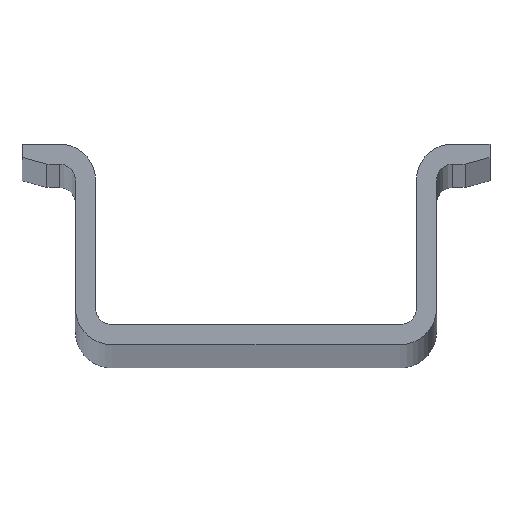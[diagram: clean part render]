
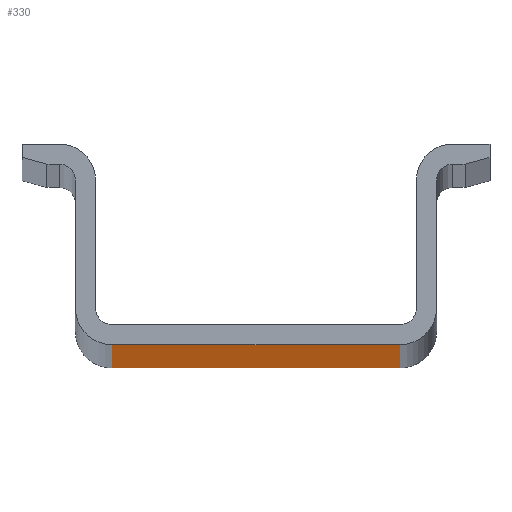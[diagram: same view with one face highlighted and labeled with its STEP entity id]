
A CAD part, top view. The second image highlights one B-rep face of the part: STEP entity #330.
In plain terms, the highlighted planar face has unit normal (0, -1, 0).
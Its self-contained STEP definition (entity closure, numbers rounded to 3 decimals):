
#48 = ORIENTED_EDGE ( 'NONE', *, *, #394, .T. ) ;
#64 = ORIENTED_EDGE ( 'NONE', *, *, #355, .T. ) ;
#69 = ORIENTED_EDGE ( 'NONE', *, *, #365, .F. ) ;
#72 = ORIENTED_EDGE ( 'NONE', *, *, #412, .F. ) ;
#91 = ORIENTED_EDGE ( 'NONE', *, *, #381, .T. ) ;
#105 = ORIENTED_EDGE ( 'NONE', *, *, #377, .T. ) ;
#106 = ORIENTED_EDGE ( 'NONE', *, *, #333, .T. ) ;
#108 = ORIENTED_EDGE ( 'NONE', *, *, #384, .T. ) ;
#158 = VERTEX_POINT ( 'NONE', #244 ) ;
#163 = CARTESIAN_POINT ( 'NONE',  ( 10.8, 0., 6.75 ) ) ;
#171 = VERTEX_POINT ( 'NONE', #163 ) ;
#184 = EDGE_LOOP ( 'NONE', ( #105, #64 ) ) ;
#195 = VERTEX_POINT ( 'NONE', #275 ) ;
#200 = EDGE_LOOP ( 'NONE', ( #91, #72, #69, #108 ) ) ;
#204 = EDGE_LOOP ( 'NONE', ( #48, #106 ) ) ;
#212 = VERTEX_POINT ( 'NONE', #223 ) ;
#223 = CARTESIAN_POINT ( 'NONE',  ( 10.8, 0., 986.75 ) ) ;
#228 = VERTEX_POINT ( 'NONE', #236 ) ;
#236 = CARTESIAN_POINT ( 'NONE',  ( 0., 0., 1000. ) ) ;
#244 = CARTESIAN_POINT ( 'NONE',  ( 10.8, 0., 13.25 ) ) ;
#266 = VERTEX_POINT ( 'NONE', #284 ) ;
#271 = VERTEX_POINT ( 'NONE', #280 ) ;
#272 = VERTEX_POINT ( 'NONE', #281 ) ;
#275 = CARTESIAN_POINT ( 'NONE',  ( 10.8, 0., 993.25 ) ) ;
#280 = CARTESIAN_POINT ( 'NONE',  ( 21.6, 0., 1000. ) ) ;
#281 = CARTESIAN_POINT ( 'NONE',  ( 0., 0., 0. ) ) ;
#284 = CARTESIAN_POINT ( 'NONE',  ( 21.6, 0., 0. ) ) ;
#330 = ADVANCED_FACE ( 'NONE', ( #470, #460, #468 ), #471, .F. ) ;
#333 = EDGE_CURVE ( 'NONE', #212, #195, #876, .T. ) ;
#355 = EDGE_CURVE ( 'NONE', #171, #158, #896, .T. ) ;
#365 = EDGE_CURVE ( 'NONE', #228, #271, #584, .T. ) ;
#377 = EDGE_CURVE ( 'NONE', #158, #171, #921, .T. ) ;
#381 = EDGE_CURVE ( 'NONE', #272, #266, #674, .T. ) ;
#384 = EDGE_CURVE ( 'NONE', #228, #272, #698, .T. ) ;
#394 = EDGE_CURVE ( 'NONE', #195, #212, #937, .T. ) ;
#412 = EDGE_CURVE ( 'NONE', #271, #266, #771, .T. ) ;
#454 = DIRECTION ( 'NONE',  ( 0., 0., 1. ) ) ;
#460 = FACE_BOUND ( 'NONE', #204, .T. ) ;
#468 = FACE_OUTER_BOUND ( 'NONE', #200, .T. ) ;
#470 = FACE_BOUND ( 'NONE', #184, .T. ) ;
#471 = PLANE ( 'NONE',  #873 ) ;
#475 = CARTESIAN_POINT ( 'NONE',  ( 10.495, 0., 1000. ) ) ;
#492 = DIRECTION ( 'NONE',  ( 0., 1., 0. ) ) ;
#503 = CARTESIAN_POINT ( 'NONE',  ( 10.8, 0., 990. ) ) ;
#511 = DIRECTION ( 'NONE',  ( 0., 1., 0. ) ) ;
#519 = DIRECTION ( 'NONE',  ( 0., 0., 1. ) ) ;
#584 = LINE ( 'NONE', #643, #904 ) ;
#592 = DIRECTION ( 'NONE',  ( 0., 0., 1. ) ) ;
#596 = CARTESIAN_POINT ( 'NONE',  ( 10.8, 0., 10. ) ) ;
#611 = DIRECTION ( 'NONE',  ( 0., 1., 0. ) ) ;
#638 = CARTESIAN_POINT ( 'NONE',  ( 10.8, 0., 10. ) ) ;
#643 = CARTESIAN_POINT ( 'NONE',  ( 10.495, 0., 1000. ) ) ;
#652 = DIRECTION ( 'NONE',  ( 0., 1., 0. ) ) ;
#663 = DIRECTION ( 'NONE',  ( 1., 0., 0. ) ) ;
#666 = DIRECTION ( 'NONE',  ( 0., 0., -1. ) ) ;
#667 = DIRECTION ( 'NONE',  ( 0., 0., 1. ) ) ;
#669 = DIRECTION ( 'NONE',  ( 1., 0., 0. ) ) ;
#671 = CARTESIAN_POINT ( 'NONE',  ( 0., 0., 1000. ) ) ;
#674 = LINE ( 'NONE', #689, #894 ) ;
#689 = CARTESIAN_POINT ( 'NONE',  ( 10.495, 0., 0. ) ) ;
#698 = LINE ( 'NONE', #671, #887 ) ;
#720 = CARTESIAN_POINT ( 'NONE',  ( 10.8, 0., 990. ) ) ;
#721 = DIRECTION ( 'NONE',  ( 0., 0., 1. ) ) ;
#730 = DIRECTION ( 'NONE',  ( 0., 1., 0. ) ) ;
#747 = DIRECTION ( 'NONE',  ( 0., 0., -1. ) ) ;
#748 = CARTESIAN_POINT ( 'NONE',  ( 21.6, 0., 1000. ) ) ;
#771 = LINE ( 'NONE', #748, #950 ) ;
#859 = AXIS2_PLACEMENT_3D ( 'NONE', #503, #511, #519 ) ;
#873 = AXIS2_PLACEMENT_3D ( 'NONE', #475, #492, #454 ) ;
#876 = CIRCLE ( 'NONE', #859, 3.25 ) ;
#887 = VECTOR ( 'NONE', #666, 1000. ) ;
#889 = AXIS2_PLACEMENT_3D ( 'NONE', #596, #611, #592 ) ;
#894 = VECTOR ( 'NONE', #669, 1000. ) ;
#896 = CIRCLE ( 'NONE', #889, 3.25 ) ;
#904 = VECTOR ( 'NONE', #663, 1000. ) ;
#914 = AXIS2_PLACEMENT_3D ( 'NONE', #638, #652, #667 ) ;
#921 = CIRCLE ( 'NONE', #914, 3.25 ) ;
#937 = CIRCLE ( 'NONE', #938, 3.25 ) ;
#938 = AXIS2_PLACEMENT_3D ( 'NONE', #720, #730, #721 ) ;
#950 = VECTOR ( 'NONE', #747, 1000. ) ;
